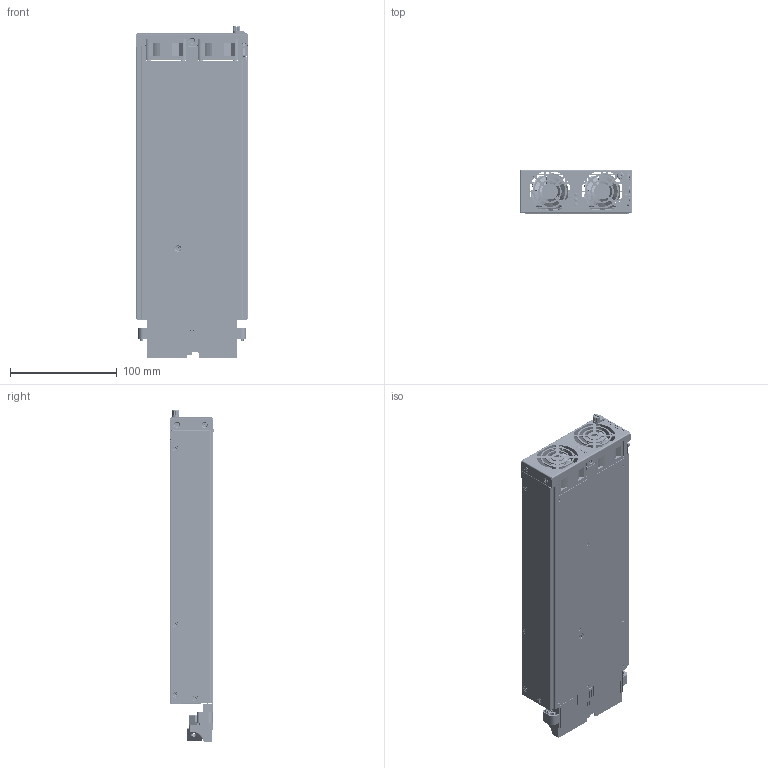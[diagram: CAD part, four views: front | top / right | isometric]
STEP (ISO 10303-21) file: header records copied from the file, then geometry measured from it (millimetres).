
FILE_DESCRIPTION((''),'2;1');
FILE_NAME('00-DSA4000-S54F_ASM','2024-06-04T20:13:23',('Administrator'),(''),'CREO PARAMETRIC BY PTC INC, 2022164','CREO PARAMETRIC BY PTC INC, 2022164','');
FILE_SCHEMA(('AUTOMOTIVE_DESIGN { 1 0 10303 214 1 1 1 1 }'));
Products named in the file (1): 00-DSA4000-S54F_ASM
Bounding box: 105 x 41.8 x 311.3 mm (x, y, z)
Surface area: 427617.5 mm2 (no closed solid volume)
Topology: 0 solids, 105 shells, 9688 faces, 26985 edges, 17189 vertices
Faces by surface type: plane 5762, cylinder 2894, cone 664, torus 170, bspline 145, sphere 50, extrusion 3
Entity records: 352205 total; most frequent: CARTESIAN_POINT 83940, ORIENTED_EDGE 53181, DIRECTION 49427, EDGE_CURVE 26933, VECTOR 17856, LINE 17853, VERTEX_POINT 17189, AXIS2_PLACEMENT_3D 15784
